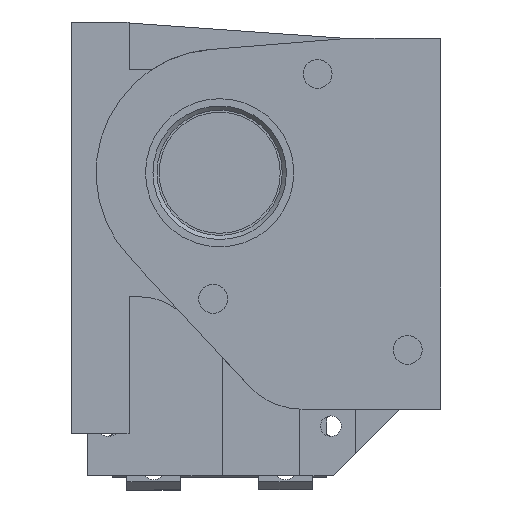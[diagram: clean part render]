
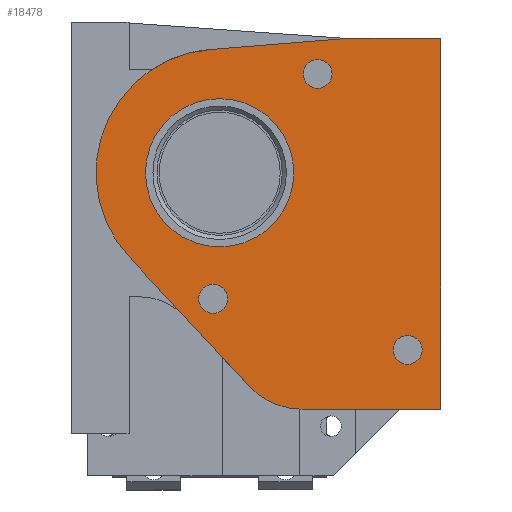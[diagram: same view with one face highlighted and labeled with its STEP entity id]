
A CAD part, left-side view. The second image highlights one B-rep face of the part: STEP entity #18478.
In plain terms, the highlighted planar face has unit normal (-1, 0, 0).
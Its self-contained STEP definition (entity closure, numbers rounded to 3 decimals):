
#489=FACE_BOUND('',#3252,.T.);
#490=FACE_BOUND('',#3253,.T.);
#491=FACE_BOUND('',#3254,.T.);
#492=FACE_BOUND('',#3255,.T.);
#1176=PLANE('',#20175);
#2132=FACE_OUTER_BOUND('',#3251,.T.);
#3251=EDGE_LOOP('',(#16997,#16998,#16999,#17000,#17001,#17002,#17003));
#3252=EDGE_LOOP('',(#17004));
#3253=EDGE_LOOP('',(#17005));
#3254=EDGE_LOOP('',(#17006));
#3255=EDGE_LOOP('',(#17007));
#5160=LINE('',#32998,#7084);
#5163=LINE('',#33004,#7087);
#5166=LINE('',#33010,#7090);
#5170=LINE('',#33022,#7094);
#5174=LINE('',#33032,#7098);
#7084=VECTOR('',#25031,10.);
#7087=VECTOR('',#25036,10.);
#7090=VECTOR('',#25041,10.);
#7094=VECTOR('',#25053,10.);
#7098=VECTOR('',#25065,10.);
#7716=CIRCLE('',#20153,1.75);
#7718=CIRCLE('',#20156,1.75);
#7720=CIRCLE('',#20159,1.75);
#7722=CIRCLE('',#20162,9.);
#7725=CIRCLE('',#20169,8.7);
#7727=CIRCLE('',#20173,15.);
#9338=VERTEX_POINT('',#32968);
#9340=VERTEX_POINT('',#32974);
#9342=VERTEX_POINT('',#32980);
#9344=VERTEX_POINT('',#32986);
#9348=VERTEX_POINT('',#32995);
#9349=VERTEX_POINT('',#32997);
#9351=VERTEX_POINT('',#33003);
#9353=VERTEX_POINT('',#33009);
#9355=VERTEX_POINT('',#33015);
#9357=VERTEX_POINT('',#33021);
#9359=VERTEX_POINT('',#33027);
#11898=EDGE_CURVE('',#9338,#9338,#7716,.T.);
#11901=EDGE_CURVE('',#9340,#9340,#7718,.T.);
#11904=EDGE_CURVE('',#9342,#9342,#7720,.T.);
#11907=EDGE_CURVE('',#9344,#9344,#7722,.T.);
#11912=EDGE_CURVE('',#9349,#9348,#5160,.T.);
#11915=EDGE_CURVE('',#9351,#9349,#5163,.T.);
#11918=EDGE_CURVE('',#9353,#9351,#5166,.T.);
#11921=EDGE_CURVE('',#9355,#9353,#7725,.T.);
#11924=EDGE_CURVE('',#9357,#9355,#5170,.T.);
#11927=EDGE_CURVE('',#9359,#9357,#7727,.T.);
#11930=EDGE_CURVE('',#9348,#9359,#5174,.T.);
#16997=ORIENTED_EDGE('',*,*,#11930,.T.);
#16998=ORIENTED_EDGE('',*,*,#11927,.T.);
#16999=ORIENTED_EDGE('',*,*,#11924,.T.);
#17000=ORIENTED_EDGE('',*,*,#11921,.T.);
#17001=ORIENTED_EDGE('',*,*,#11918,.T.);
#17002=ORIENTED_EDGE('',*,*,#11915,.T.);
#17003=ORIENTED_EDGE('',*,*,#11912,.T.);
#17004=ORIENTED_EDGE('',*,*,#11907,.T.);
#17005=ORIENTED_EDGE('',*,*,#11904,.T.);
#17006=ORIENTED_EDGE('',*,*,#11901,.T.);
#17007=ORIENTED_EDGE('',*,*,#11898,.T.);
#18478=ADVANCED_FACE('',(#2132,#489,#490,#491,#492),#1176,.T.);
#20153=AXIS2_PLACEMENT_3D('',#32969,#25001,#25002);
#20156=AXIS2_PLACEMENT_3D('',#32975,#25008,#25009);
#20159=AXIS2_PLACEMENT_3D('',#32981,#25015,#25016);
#20162=AXIS2_PLACEMENT_3D('',#32987,#25022,#25023);
#20169=AXIS2_PLACEMENT_3D('',#33016,#25047,#25048);
#20173=AXIS2_PLACEMENT_3D('',#33028,#25059,#25060);
#20175=AXIS2_PLACEMENT_3D('',#33033,#25066,#25067);
#25001=DIRECTION('center_axis',(1.,0.,0.));
#25002=DIRECTION('ref_axis',(0.,0.,1.));
#25008=DIRECTION('center_axis',(1.,0.,0.));
#25009=DIRECTION('ref_axis',(0.,0.,1.));
#25015=DIRECTION('center_axis',(1.,0.,0.));
#25016=DIRECTION('ref_axis',(0.,0.,1.));
#25022=DIRECTION('center_axis',(1.,0.,0.));
#25023=DIRECTION('ref_axis',(0.,0.,1.));
#25031=DIRECTION('',(0.,1.,0.));
#25036=DIRECTION('',(0.,0.,1.));
#25041=DIRECTION('',(0.,-1.,0.));
#25047=DIRECTION('center_axis',(-1.,0.,0.));
#25048=DIRECTION('ref_axis',(0.,0.732,-0.681));
#25053=DIRECTION('',(0.,-0.681,-0.732));
#25059=DIRECTION('center_axis',(-1.,0.,0.));
#25060=DIRECTION('ref_axis',(0.,0.081,0.997));
#25065=DIRECTION('',(0.,0.997,-0.081));
#25066=DIRECTION('center_axis',(-1.,0.,0.));
#25067=DIRECTION('ref_axis',(0.,0.,1.));
#32968=CARTESIAN_POINT('',(-32.,-22.823,-23.245));
#32969=CARTESIAN_POINT('Origin',(-32.,-22.823,-21.495));
#32974=CARTESIAN_POINT('',(-32.,0.789,-17.052));
#32975=CARTESIAN_POINT('Origin',(-32.,0.789,-15.302));
#32980=CARTESIAN_POINT('',(-32.,-11.887,10.25));
#32981=CARTESIAN_POINT('Origin',(-32.,-11.887,12.));
#32986=CARTESIAN_POINT('',(-32.,0.,-9.));
#32987=CARTESIAN_POINT('Origin',(-32.,0.,0.));
#32995=CARTESIAN_POINT('',(-32.,-15.423,16.3));
#32997=CARTESIAN_POINT('',(-32.,-26.823,16.3));
#32998=CARTESIAN_POINT('',(-32.,-26.823,16.3));
#33003=CARTESIAN_POINT('',(-32.,-26.823,-28.7));
#33004=CARTESIAN_POINT('',(-32.,-26.823,-28.7));
#33009=CARTESIAN_POINT('',(-32.,-10.,-28.7));
#33010=CARTESIAN_POINT('',(-32.,-10.,-28.7));
#33015=CARTESIAN_POINT('',(-32.,-3.63,-25.926));
#33016=CARTESIAN_POINT('Origin',(-32.,-10.,-20.));
#33021=CARTESIAN_POINT('',(-32.,10.983,-10.216));
#33022=CARTESIAN_POINT('',(-32.,10.983,-10.216));
#33027=CARTESIAN_POINT('',(-32.,1.212,14.951));
#33028=CARTESIAN_POINT('Origin',(-32.,0.,0.));
#33032=CARTESIAN_POINT('',(-32.,-15.423,16.3));
#33033=CARTESIAN_POINT('Origin',(-32.,-5.912,-6.2));
